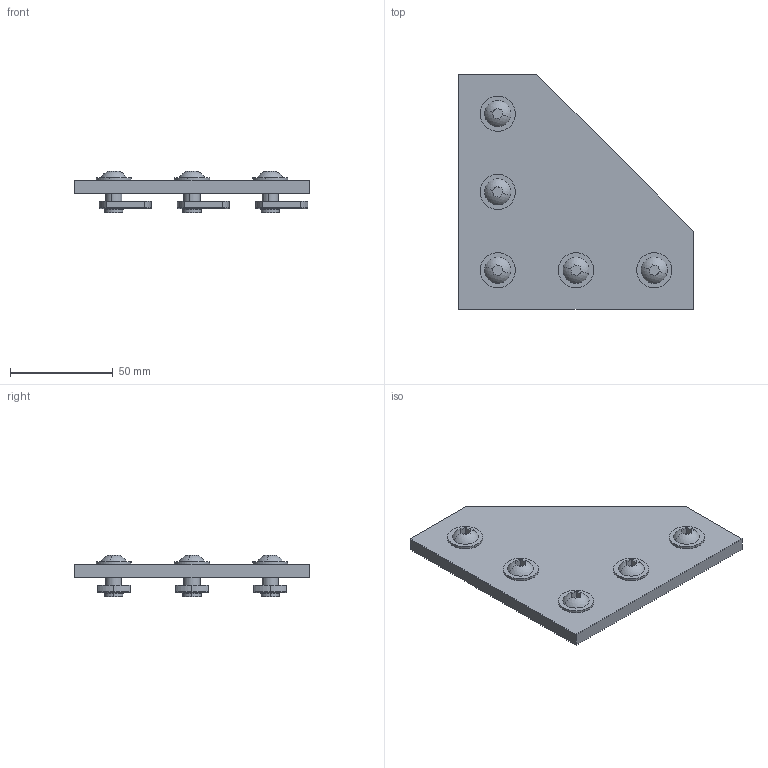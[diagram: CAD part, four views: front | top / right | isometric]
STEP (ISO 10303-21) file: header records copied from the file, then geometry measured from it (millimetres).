
FILE_DESCRIPTION (( 'STEP AP203' ), '1' );
FILE_NAME ('653183.SLDASM.step', '2003-10-13T11:28:52', ( 'Jerry Winters' ), ( 'GoEngineer' ), 'SwSTEP 2.0', 'SolidWorks 2003174', '' );
FILE_SCHEMA (( 'CONFIG_CONTROL_DESIGN' ));
Length unit declared in the file: inch
Products named in the file (5): 653183.SLDASM; 651129; FBHSCS_651134; 651097; Joining Plate (90 Degree)_653183
Assembly tree (8 placements, depth 3):
  653183.SLDASM
    651129  x5
      FBHSCS_651134
      651097
    Joining Plate (90 Degree)_653183
Bounding box: 114.3 x 114.3 x 20.27 mm (x, y, z)
Volume: 75175.7 mm3; surface area: 33797.1 mm2
Topology: 11 solids, 11 shells, 192 faces, 420 edges, 265 vertices
Faces by surface type: plane 82, cylinder 75, torus 25, sphere 10
Entity records: 2193 total; most frequent: DIRECTION 304, CARTESIAN_POINT 281, ORIENTED_EDGE 240, AXIS2_PLACEMENT_3D 124, EDGE_CURVE 120, VERTEX_POINT 77, EDGE_LOOP 67, CIRCLE 60
